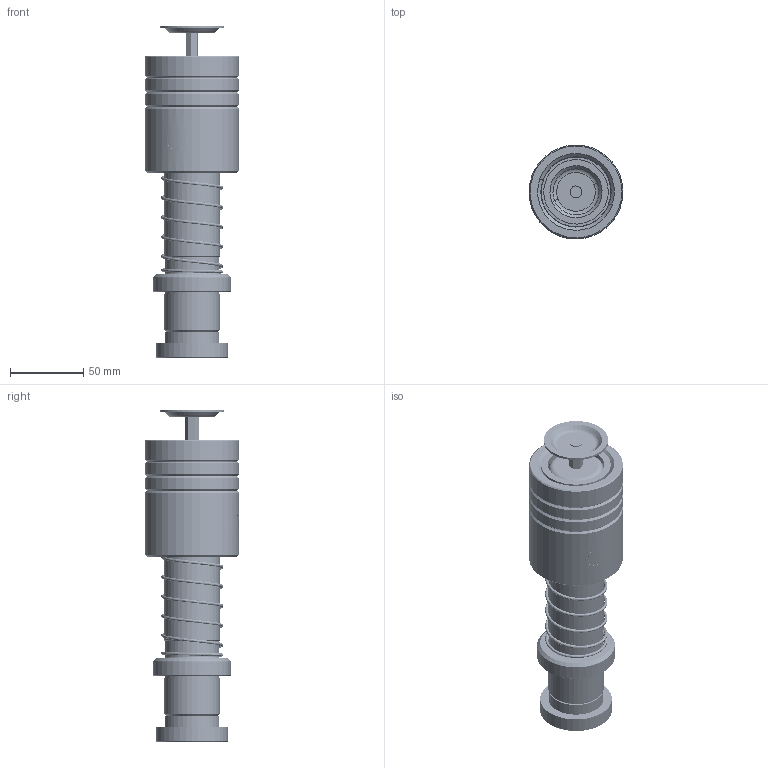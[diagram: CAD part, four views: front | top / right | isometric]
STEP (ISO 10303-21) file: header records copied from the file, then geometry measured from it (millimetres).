
FILE_DESCRIPTION (( 'STEP AP214' ), '1' );
FILE_NAME ('HMSH(HMJH)-D38-L160(BL-80).STEP', '2021-08-17T03:24:56', ( '' ), ( '' ), 'SwSTEP 2.0', 'SolidWorks 2016', '' );
FILE_SCHEMA (( 'AUTOMOTIVE_DESIGN' ));
Length unit declared in the file: millimetre
Products named in the file (276): BALL-D5; GTM-M16蹟簽 -; HWP-D42.5-d38.5-L80; DRPM蹟簽D38; HMSH(HMJH)-D38-L160(BL-80); GTM-3-縐种; BSH-47.5-38.5-75; GTM-44郪蚾; DRPM-D38-L160; GTM-44; TBB-D64-d48-L80; BSH-D47.5-38.5-L75郪蚾
Assembly tree (268 placements, depth 3):
  BALL-D5
  BALL-D5
  BALL-D5
  BALL-D5
  BALL-D5
Bounding box: 64 x 64 x 226.52 mm (x, y, z)
Volume: 392008.9 mm3; surface area: 138558 mm2
Topology: 261 solids, 261 shells, 1228 faces, 5111 edges, 3391 vertices
Faces by surface type: sphere 1012, cylinder 68, plane 49, cone 46, torus 32, bspline 21
Entity records: 58872 total; most frequent: CARTESIAN_POINT 35323, ORIENTED_EDGE 4124, DIRECTION 3617, EDGE_CURVE 2062, AXIS2_PLACEMENT_3D 1712, VERTEX_POINT 1347, EDGE_LOOP 1231, B_SPLINE_CURVE_WITH_KNOTS 1116
